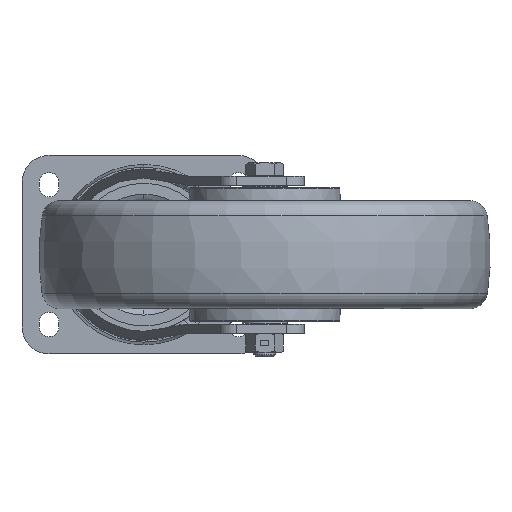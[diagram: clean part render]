
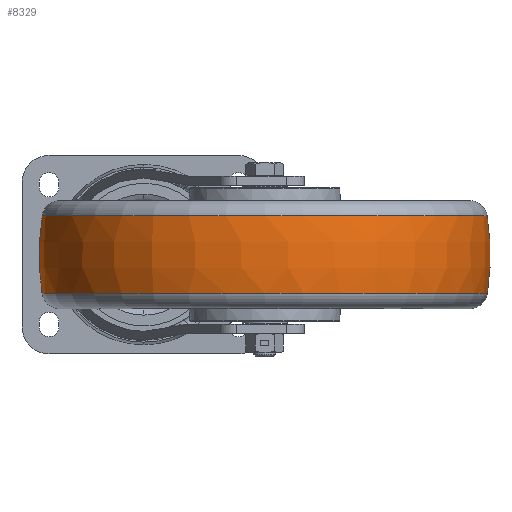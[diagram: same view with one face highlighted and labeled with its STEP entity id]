
A CAD part, front view. The second image highlights one B-rep face of the part: STEP entity #8329.
In plain terms, the highlighted toroidal (fillet/blend) face has major radius 15 mm and minor radius 140 mm.
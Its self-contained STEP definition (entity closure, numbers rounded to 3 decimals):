
#197 = DIRECTION ( 'NONE',  ( 0., 1., 0. ) ) ;
#529 = ORIENTED_EDGE ( 'NONE', *, *, #1635, .F. ) ;
#600 = CIRCLE ( 'NONE', #8165, 123.292 ) ;
#865 = DIRECTION ( 'NONE',  ( 1., 0., 0. ) ) ;
#1635 = EDGE_CURVE ( 'NONE', #14577, #7058, #8096, .T. ) ;
#2338 = TOROIDAL_SURFACE ( 'NONE', #21264, -15., 140. ) ;
#3312 = AXIS2_PLACEMENT_3D ( 'NONE', #10911, #24268, #12819 ) ;
#3442 = DIRECTION ( 'NONE',  ( 1., 0., 0. ) ) ;
#6471 = EDGE_LOOP ( 'NONE', ( #529, #9248, #17869, #14088 ) ) ;
#7045 = CARTESIAN_POINT ( 'NONE',  ( 52., -172., -0.329 ) ) ;
#7058 = VERTEX_POINT ( 'NONE', #9108 ) ;
#8096 = CIRCLE ( 'NONE', #23005, 140. ) ;
#8165 = AXIS2_PLACEMENT_3D ( 'NONE', #23764, #12342, #865 ) ;
#8270 = EDGE_CURVE ( 'NONE', #14577, #9120, #17295, .T. ) ;
#8329 = ADVANCED_FACE ( 'NONE', ( #13698 ), #2338, .T. ) ;
#8983 = DIRECTION ( 'NONE',  ( 0., 0., -1. ) ) ;
#9108 = CARTESIAN_POINT ( 'NONE',  ( -56.292, -172., 21.475 ) ) ;
#9120 = VERTEX_POINT ( 'NONE', #13470 ) ;
#9248 = ORIENTED_EDGE ( 'NONE', *, *, #8270, .T. ) ;
#10762 = CIRCLE ( 'NONE', #13163, 140. ) ;
#10911 = CARTESIAN_POINT ( 'NONE',  ( 67., -172., -21.483 ) ) ;
#11183 = EDGE_CURVE ( 'NONE', #9120, #11299, #10762, .T. ) ;
#11299 = VERTEX_POINT ( 'NONE', #20723 ) ;
#11687 = CARTESIAN_POINT ( 'NONE',  ( 82., -172., -0.329 ) ) ;
#12342 = DIRECTION ( 'NONE',  ( 0., 0., 1. ) ) ;
#12819 = DIRECTION ( 'NONE',  ( 1., 0., 0. ) ) ;
#13163 = AXIS2_PLACEMENT_3D ( 'NONE', #7045, #20383, #8983 ) ;
#13470 = CARTESIAN_POINT ( 'NONE',  ( 190.393, -172., -21.483 ) ) ;
#13580 = DIRECTION ( 'NONE',  ( -1., 0., 0. ) ) ;
#13698 = FACE_OUTER_BOUND ( 'NONE', #6471, .T. ) ;
#14088 = ORIENTED_EDGE ( 'NONE', *, *, #19134, .F. ) ;
#14577 = VERTEX_POINT ( 'NONE', #17720 ) ;
#14891 = DIRECTION ( 'NONE',  ( 0., 0., 1. ) ) ;
#17295 = CIRCLE ( 'NONE', #3312, 123.393 ) ;
#17720 = CARTESIAN_POINT ( 'NONE',  ( -56.393, -172., -21.483 ) ) ;
#17869 = ORIENTED_EDGE ( 'NONE', *, *, #11183, .T. ) ;
#18628 = CARTESIAN_POINT ( 'NONE',  ( 67., -172., -0.329 ) ) ;
#19134 = EDGE_CURVE ( 'NONE', #7058, #11299, #600, .T. ) ;
#20383 = DIRECTION ( 'NONE',  ( 0., -1., 0. ) ) ;
#20723 = CARTESIAN_POINT ( 'NONE',  ( 190.292, -172., 21.475 ) ) ;
#21264 = AXIS2_PLACEMENT_3D ( 'NONE', #18628, #14891, #3442 ) ;
#23005 = AXIS2_PLACEMENT_3D ( 'NONE', #11687, #197, #13580 ) ;
#23764 = CARTESIAN_POINT ( 'NONE',  ( 67., -172., 21.475 ) ) ;
#24268 = DIRECTION ( 'NONE',  ( 0., 0., 1. ) ) ;
